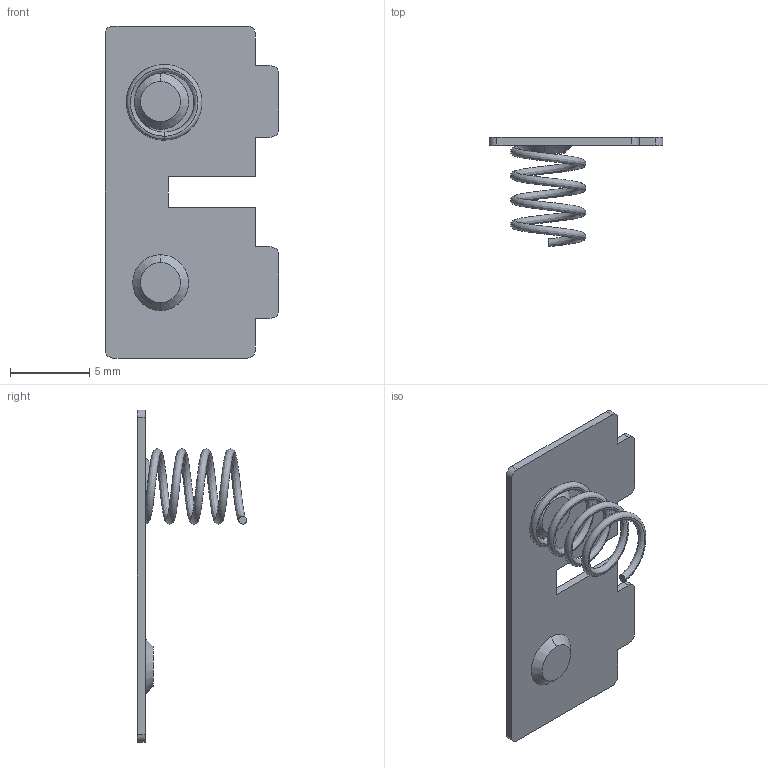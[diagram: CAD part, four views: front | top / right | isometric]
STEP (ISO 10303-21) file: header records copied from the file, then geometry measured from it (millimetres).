
FILE_DESCRIPTION (( 'STEP AP214' ), '1' );
FILE_NAME ('ACC-AAADBL-5214.STEP', '2020-06-01T18:16:01', ( '' ), ( '' ), 'SwSTEP 2.0', 'SolidWorks 2019', '' );
FILE_SCHEMA (( 'AUTOMOTIVE_DESIGN' ));
Length unit declared in the file: millimetre
Products named in the file (2): ACC-AAADBL-5214
Bounding box: 11 x 6.92 x 21.01 mm (x, y, z)
Volume: 118.8 mm3; surface area: 529.4 mm2
Topology: 1 solids, 1 shells, 36 faces, 94 edges, 64 vertices
Faces by surface type: plane 22, cylinder 8, cone 4, bspline 2
Entity records: 2274 total; most frequent: CARTESIAN_POINT 1326, DIRECTION 189, ORIENTED_EDGE 186, EDGE_CURVE 93, AXIS2_PLACEMENT_3D 64, VERTEX_POINT 62, VECTOR 61, LINE 61
